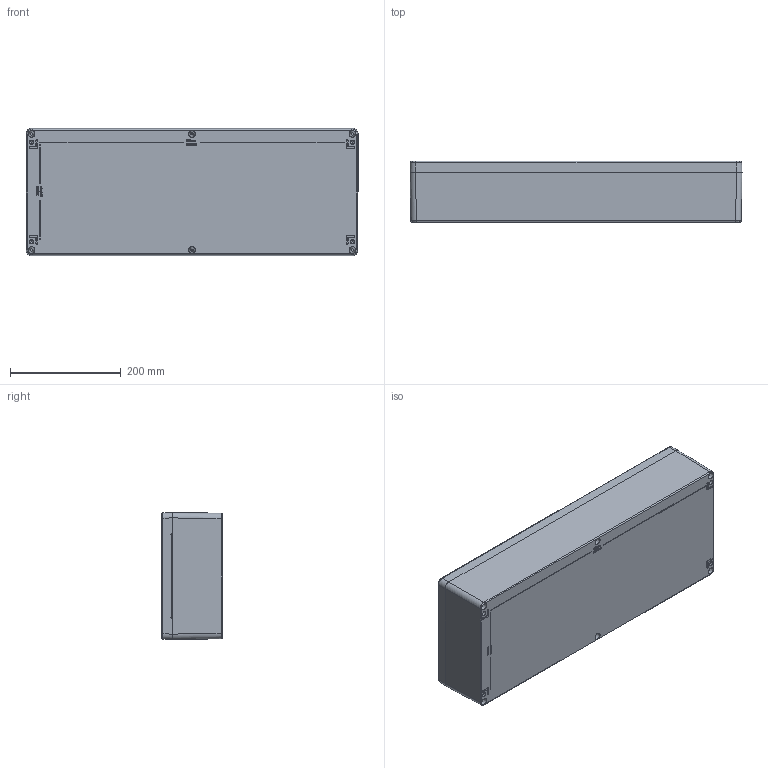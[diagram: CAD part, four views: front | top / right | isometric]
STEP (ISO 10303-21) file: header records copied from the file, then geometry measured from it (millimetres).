
FILE_DESCRIPTION(/* description */ (''),/* implementation_level */ '2;1');
FILE_NAME(/* name */ '09602311000-RST.stp',/* time_stamp */ '2021-09-06T15:02:44+02:00',/* author */ ('sl'),/* organization */ (''),/* preprocessor_version */ 'ST-DEVELOPER v16.5',/* originating_system */ 'Autodesk Inventor 2017',/* authorisation */ '');
FILE_SCHEMA (('AUTOMOTIVE_DESIGN { 1 0 10303 214 3 1 1 }'));
Products named in the file (8): Alu-Gehäuse-35-BG-0001-09_602311_000; Schraube-M6x25-10; Deckel-Alu-Gehäuse-35-BT-0002-09_602311_000; 04064_Standard; Dchtlippe-Alu-Gehäuse-35-BT-0001-09_602311_000; UT-Alu-Gehäuse-35-BG-0003-09_602311_000; Erdung-Edelstahl-Gehäuse-01-BT-0002-20101006000; UT-Alu-Gehäuse-35-BT-0002-09_602311_000
Assembly tree (16 placements, depth 3):
  Alu-Gehäuse-35-BG-0001-09_602311_000
    Schraube-M6x25-10  x6
    Deckel-Alu-Gehäuse-35-BT-0002-09_602311_000
      04064_Standard
      Dchtlippe-Alu-Gehäuse-35-BT-0001-09_602311_000
      Erdung-Edelstahl-Gehäuse-01-BT-0002-20101006000
    UT-Alu-Gehäuse-35-BG-0003-09_602311_000
      Erdung-Edelstahl-Gehäuse-01-BT-0002-20101006000  x4
      UT-Alu-Gehäuse-35-BT-0002-09_602311_000
Bounding box: 600 x 111 x 230 mm (x, y, z)
Volume: 2556276.8 mm3; surface area: 945147 mm2
Topology: 14 solids, 14 shells, 1771 faces, 4301 edges, 2646 vertices
Faces by surface type: bspline 639, plane 582, cylinder 352, cone 99, torus 99
Full cylindrical faces by diameter (mm): 4.7 x5, 5 x21, 5.3 x6, 6 x6, 7 x6, 8 x5
Entity records: 121298 total; most frequent: CARTESIAN_POINT 89719, ORIENTED_EDGE 7012, DIRECTION 5289, EDGE_CURVE 3506, VERTEX_POINT 2217, AXIS2_PLACEMENT_3D 1876, EDGE_LOOP 1809, LINE 1537
